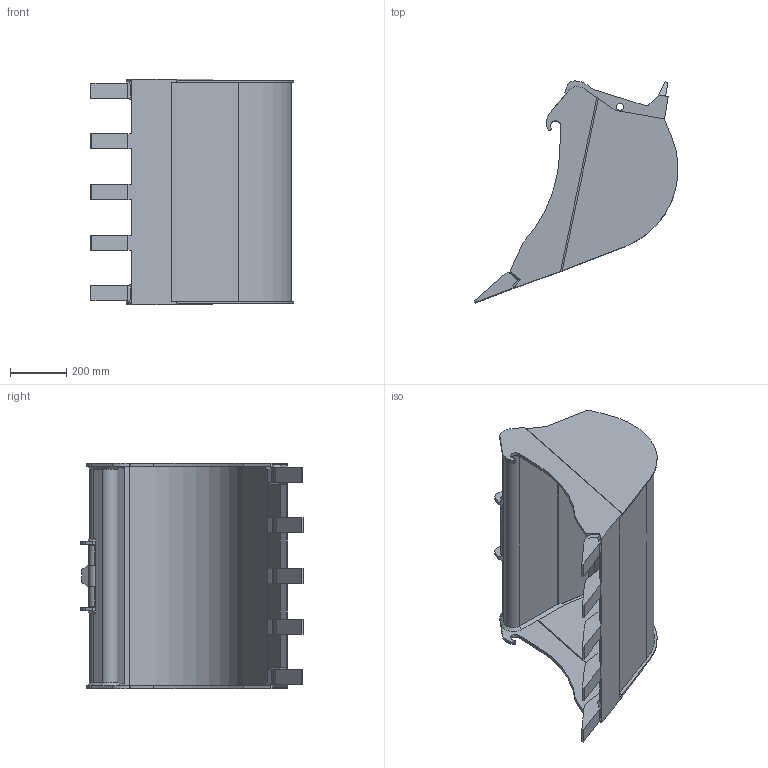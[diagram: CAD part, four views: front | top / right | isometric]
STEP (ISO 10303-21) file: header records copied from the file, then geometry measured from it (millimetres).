
FILE_DESCRIPTION( ( 'STEP AP203' ), '1' );
FILE_NAME( 'R10G31_actuel.step', ' ', ( ' ' ), ( ' ' ), 'XStep 1.0', ' ', ' ' );
FILE_SCHEMA( ( 'CONFIG_CONTROL_DESIGN' ) );
Length unit declared in the file: millimetre
Products named in the file (1): 1
Bounding box: 725.93 x 790.37 x 804 mm (x, y, z)
Volume: 17206599.6 mm3; surface area: 3729835.8 mm2
Topology: 1 solids, 1 shells, 363 faces, 1025 edges, 660 vertices
Faces by surface type: plane 294, cylinder 55, cone 14
Full cylindrical faces by diameter (mm): 25 x2
Entity records: 11644 total; most frequent: CARTESIAN_POINT 2152, ORIENTED_EDGE 2046, DIRECTION 1842, EDGE_CURVE 1023, LINE 882, VECTOR 882, VERTEX_POINT 660, AXIS2_PLACEMENT_3D 480
